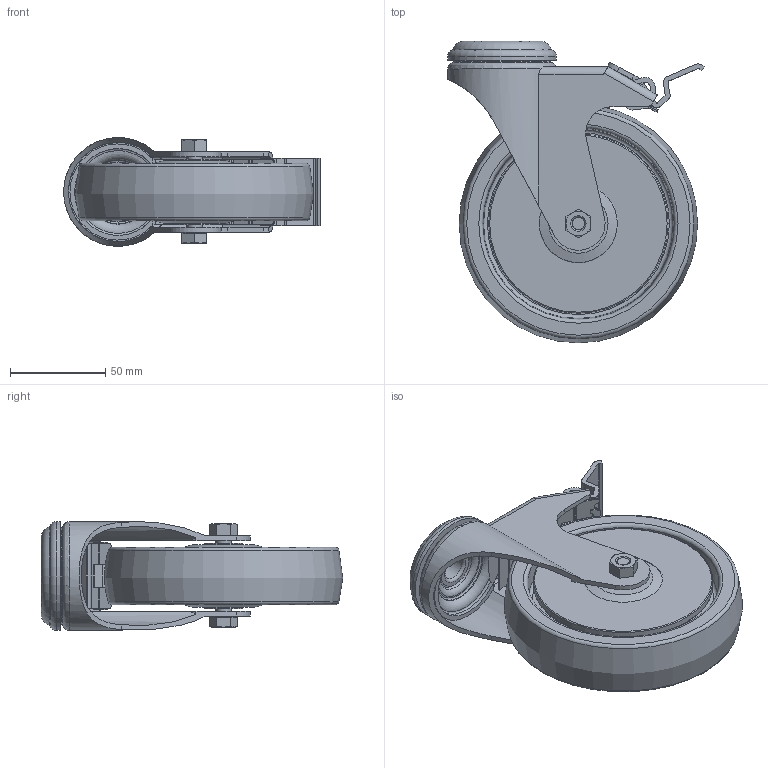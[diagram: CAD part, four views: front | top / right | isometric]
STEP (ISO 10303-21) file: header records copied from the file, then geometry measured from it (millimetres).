
FILE_DESCRIPTION(('FreeCAD Model'),'2;1');
FILE_NAME('Open CASCADE Shape Model','2024-10-14T13:18:48',(''),(''), 'Open CASCADE STEP processor 7.6','FreeCAD','Unknown');
FILE_SCHEMA(('AUTOMOTIVE_DESIGN { 1 0 10303 214 1 1 1 1 }'));
Length unit declared in the file: millimetre
Products named in the file (6): ST-RD125PESD; ST-RD125PESD001; ST-RD125PESD002; ST-RD125PESD003; ST-RD125PESD004; ST-RD125PESD005
Assembly tree (6 placements, depth 2):
  ST-RD125PESD
    ST-RD125PESD001
    ST-RD125PESD002
    ST-RD125PESD003
    ST-RD125PESD004
    ST-RD125PESD005  x2
Bounding box: 134.5 x 158.09 x 57 mm (x, y, z)
Volume: 324653.7 mm3; surface area: 120528 mm2
Topology: 6 solids, 6 shells, 360 faces, 967 edges, 619 vertices
Faces by surface type: plane 185, cylinder 97, cone 43, torus 34, revolution 1
Full cylindrical faces by diameter (mm): 6.647 x1, 8 x1, 8.2 x1, 8.5 x2, 13 x2, 19.5 x2, 20 x2, 20.45 x1, 29 x1, 57 x1, 94 x2
Entity records: 27374 total; most frequent: CARTESIAN_POINT 8350, DIRECTION 3499, LINE 1948, VECTOR 1948, ORIENTED_EDGE 1914, PCURVE 1914, DEFINITIONAL_REPRESENTATION 1914, EDGE_CURVE 957
